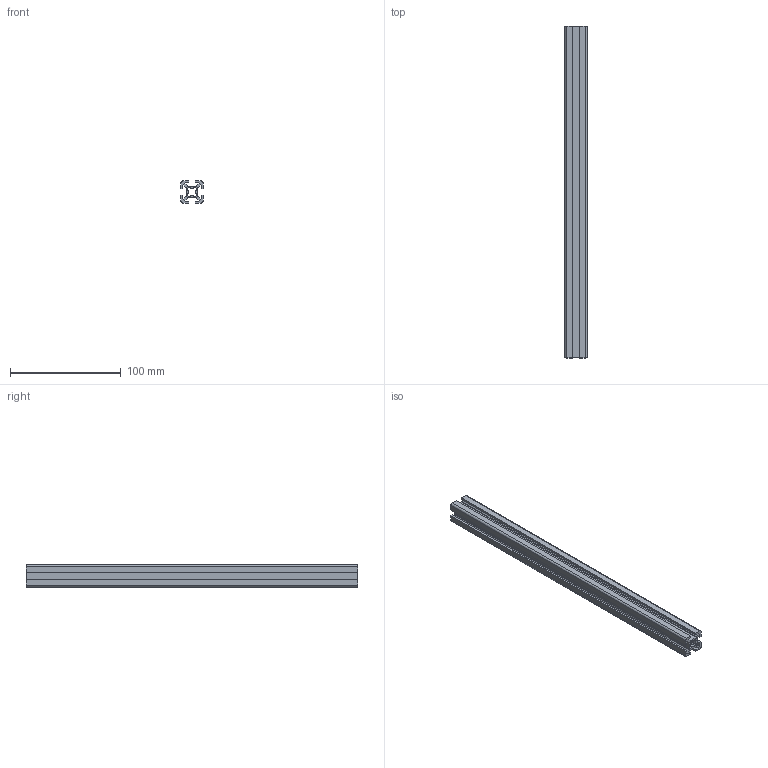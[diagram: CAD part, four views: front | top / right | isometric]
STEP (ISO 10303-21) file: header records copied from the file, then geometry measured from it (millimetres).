
FILE_DESCRIPTION (( 'STEP AP214' ), '1' );
FILE_NAME ('1728137592493.step', '2024-10-05T14:13:35', ( 'Windows User' ), ( '' ), 'SwSTEP 2.0', 'SolidWorks 2011', '' );
FILE_SCHEMA (( 'AUTOMOTIVE_DESIGN' ));
Length unit declared in the file: millimetre
Products named in the file (2): 1728137592493; 1.10.020020.43LPx300.00(1)
Assembly tree (1 placements, depth 2):
  1728137592493
    1.10.020020.43LPx300.00(1)
Bounding box: 20 x 300 x 20 mm (x, y, z)
Volume: 52137.9 mm3; surface area: 59554.8 mm2
Topology: 1 solids, 1 shells, 85 faces, 249 edges, 166 vertices
Faces by surface type: plane 54, cylinder 31
Entity records: 2895 total; most frequent: CARTESIAN_POINT 504, ORIENTED_EDGE 498, DIRECTION 489, EDGE_CURVE 249, VECTOR 187, LINE 187, VERTEX_POINT 166, AXIS2_PLACEMENT_3D 151
